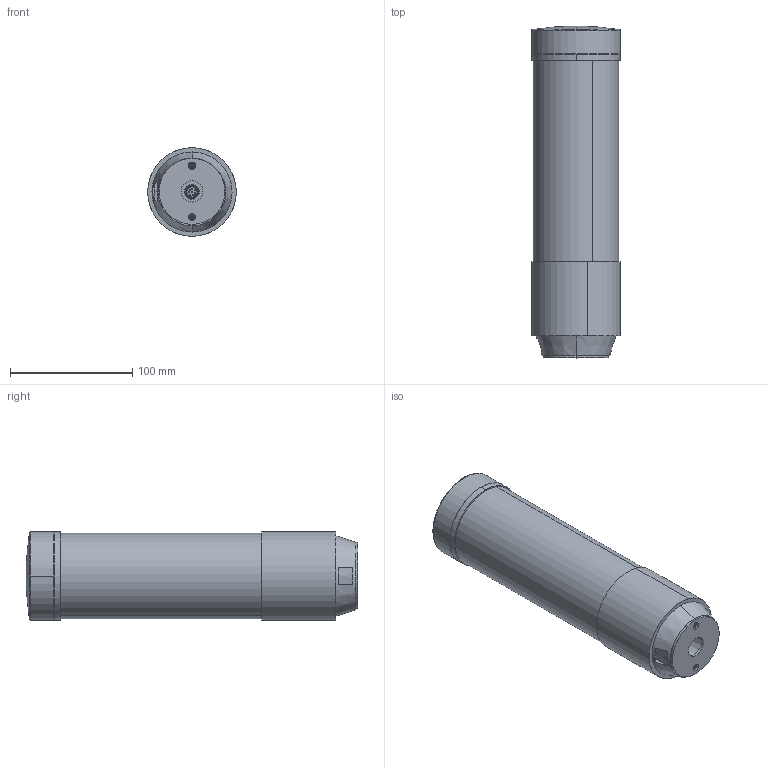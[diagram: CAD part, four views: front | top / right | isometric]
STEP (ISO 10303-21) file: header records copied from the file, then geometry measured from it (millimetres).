
FILE_DESCRIPTION(('STEP AP214'),'1');
FILE_NAME('cctmp_620E1A5D-A770-4B3F-BEE5-5021E34F0D11_2023_07_24_21_25_17_0279..stp','2023-07-24T19:25:17',('SIEMENS A&D'),('CADClick - www.CADClick.com'),'Spatial InterOp 3D postprocessed',' ','unknown authorization');
FILE_SCHEMA(('AUTOMOTIVE_DESIGN'));
Length unit declared in the file: millimetre
Products named in the file (1): 2023_07_24_21_25_17_0264
Bounding box: 72.5 x 271.8 x 72.5 mm (x, y, z)
Volume: 1010587.6 mm3; surface area: 142365.1 mm2
Topology: 1 solids, 2 shells, 259 faces, 671 edges, 433 vertices
Faces by surface type: plane 106, cylinder 90, cone 43, sphere 18, torus 2
Entity records: 8803 total; most frequent: CARTESIAN_POINT 1698, DIRECTION 1318, ORIENTED_EDGE 1310, EDGE_CURVE 655, AXIS2_PLACEMENT_3D 513, VERTEX_POINT 433, EDGE_LOOP 294, LINE 292
